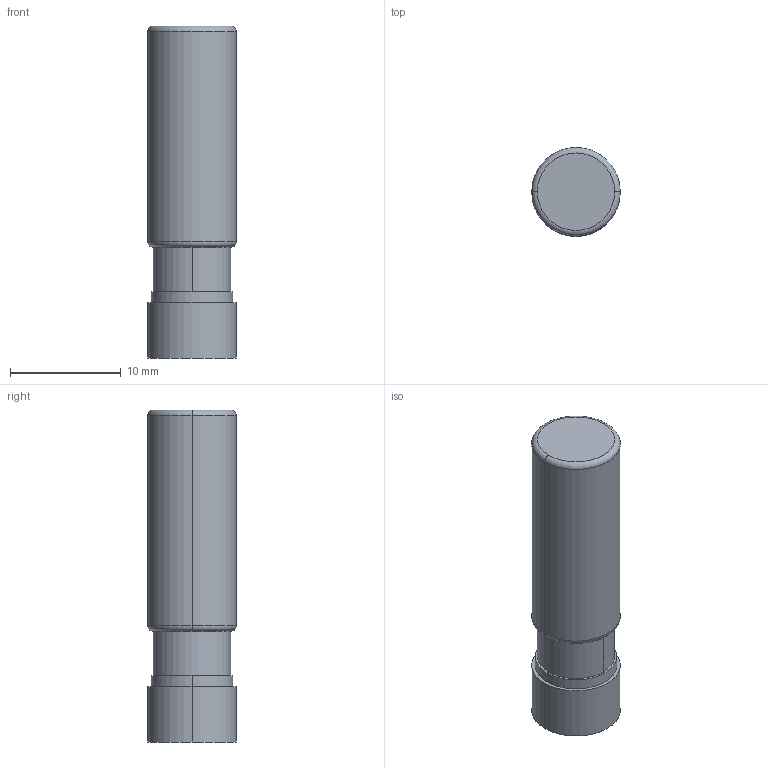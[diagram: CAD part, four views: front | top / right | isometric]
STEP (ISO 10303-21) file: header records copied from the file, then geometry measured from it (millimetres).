
FILE_DESCRIPTION((''),'2;1');
FILE_NAME('027299_NBB1_5-8GM20-E2-V3','2008-05-27T',('INDUSTRIEHANSA'),('Pepperl+Fuchs'),'PRO/ENGINEER BY PARAMETRIC TECHNOLOGY CORPORATION, 2005290','PRO/ENGINEER BY PARAMETRIC TECHNOLOGY CORPORATION, 2005290','');
FILE_SCHEMA(('AUTOMOTIVE_DESIGN_CC2 { 1 2 10303 214 -1 1 5 2 }'));
Length unit declared in the file: millimetre
Products named in the file (1): 027299_NBB1_5-8GM20-E2-V3
Bounding box: 8 x 8 x 30 mm (x, y, z)
Volume: 1451 mm3; surface area: 852.6 mm2
Topology: 1 solids, 1 shells, 16 faces, 85 edges, 78 vertices
Faces by surface type: cylinder 8, plane 4, torus 4
Entity records: 1212 total; most frequent: DIRECTION 159, CARTESIAN_POINT 122, PRESENTATION_STYLE_ASSIGNMENT 106, STYLED_ITEM 99, CURVE_STYLE 92, ORIENTED_EDGE 64, AXIS2_PLACEMENT_3D 57, TRIMMED_CURVE 53
